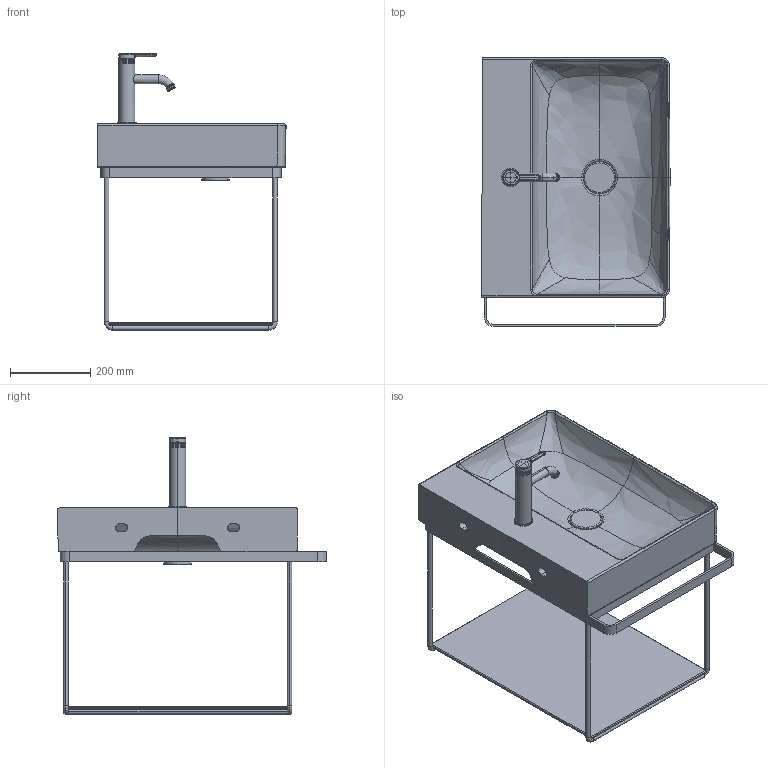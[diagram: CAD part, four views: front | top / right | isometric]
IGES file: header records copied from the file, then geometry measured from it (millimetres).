
Global section: file name: No Iges File Name specified; native system: Autodesk Inventor 2011; preprocessor: AutoDesk Inventor Iges Exporter R2011; author: Administrator; date: 20170629.140927; units: millimetre
Bounding box: 470.06 x 671.78 x 691.18 mm (x, y, z)
Volume: 12260505.7 mm3; surface area: 1817365.9 mm2
Topology: 14 solids, 17 shells, 592 faces, 1425 edges, 879 vertices
Faces by surface type: bspline 178, plane 155, revolution 116, cylinder 91, torus 37, cone 12, sphere 3
